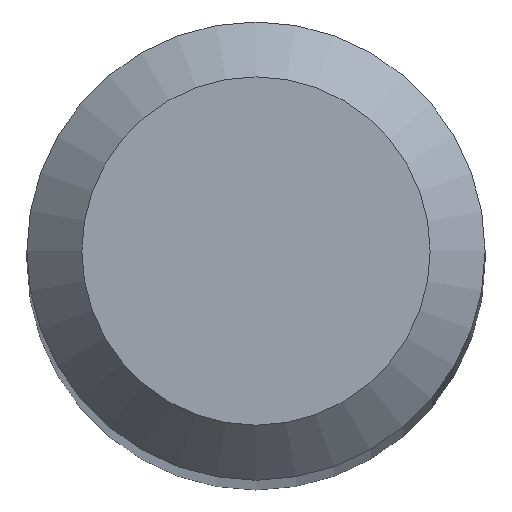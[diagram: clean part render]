
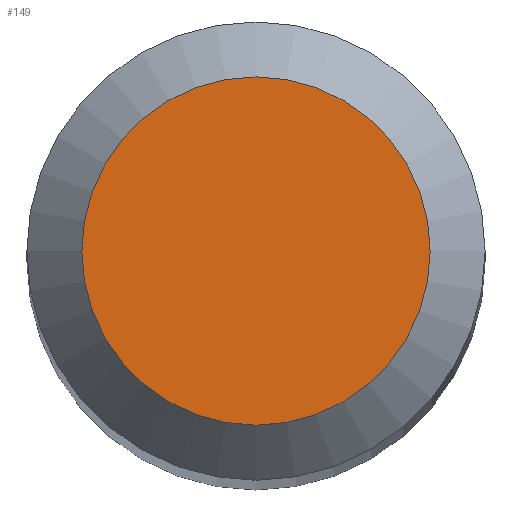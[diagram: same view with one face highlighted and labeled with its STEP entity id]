
A CAD part, top view. The second image highlights one B-rep face of the part: STEP entity #149.
In plain terms, the highlighted planar face has unit normal (0, 0, 1).
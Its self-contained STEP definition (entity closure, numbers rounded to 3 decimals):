
#33 = DIRECTION ( 'NONE',  ( 0., 1., 0. ) ) ;
#36 = CARTESIAN_POINT ( 'NONE',  ( 0., 0.95, 43. ) ) ;
#43 = AXIS2_PLACEMENT_3D ( 'NONE', #142, #100, #166 ) ;
#83 = FACE_OUTER_BOUND ( 'NONE', #116, .T. ) ;
#98 = ORIENTED_EDGE ( 'NONE', *, *, #107, .F. ) ;
#100 = DIRECTION ( 'NONE',  ( 0., 0., -1. ) ) ;
#107 = EDGE_CURVE ( 'NONE', #192, #192, #115, .T. ) ;
#115 = CIRCLE ( 'NONE', #125, 0.95 ) ;
#116 = EDGE_LOOP ( 'NONE', ( #98 ) ) ;
#125 = AXIS2_PLACEMENT_3D ( 'NONE', #182, #152, #33 ) ;
#142 = CARTESIAN_POINT ( 'NONE',  ( 0., 0., 43. ) ) ;
#149 = ADVANCED_FACE ( 'NONE', ( #83 ), #150, .F. ) ;
#150 = PLANE ( 'NONE',  #43 ) ;
#152 = DIRECTION ( 'NONE',  ( 0., 0., -1. ) ) ;
#166 = DIRECTION ( 'NONE',  ( 0., 1., 0. ) ) ;
#182 = CARTESIAN_POINT ( 'NONE',  ( 0., 0., 43. ) ) ;
#192 = VERTEX_POINT ( 'NONE', #36 ) ;
